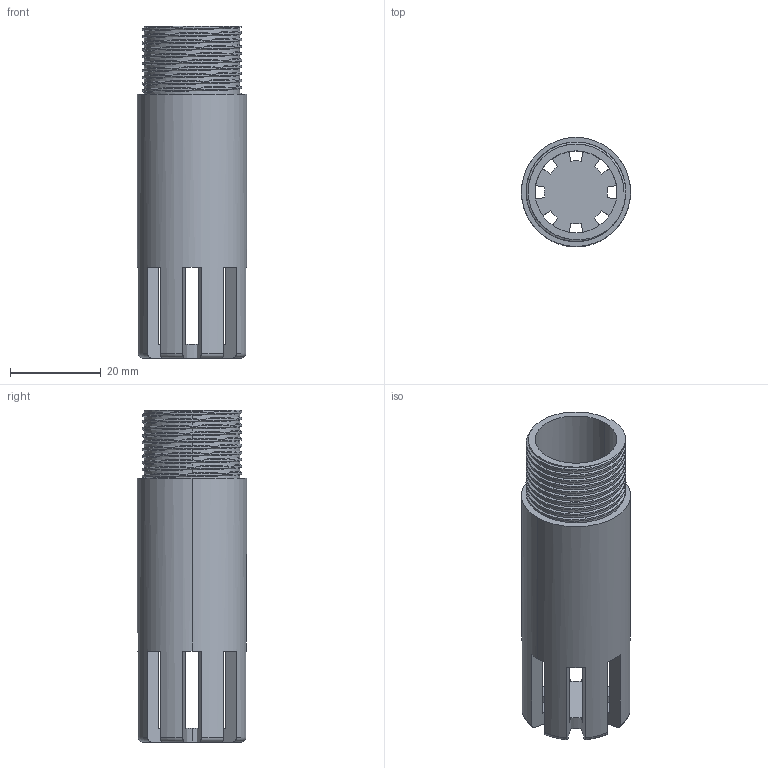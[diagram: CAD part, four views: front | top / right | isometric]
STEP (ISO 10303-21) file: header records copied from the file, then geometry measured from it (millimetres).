
FILE_DESCRIPTION (( 'STEP AP214' ), '1' );
FILE_NAME ('05_Daucambien.stp', '2020-02-06T04:13:57', ( '' ), ( '' ), 'SwSTEP 2.0', 'SolidWorks 2019', '' );
FILE_SCHEMA (( 'AUTOMOTIVE_DESIGN' ));
Length unit declared in the file: millimetre
Products named in the file (1): 05_Daucambien
Bounding box: 24 x 24 x 73 mm (x, y, z)
Volume: 11811.2 mm3; surface area: 10622.1 mm2
Topology: 1 solids, 1 shells, 79 faces, 268 edges, 178 vertices
Faces by surface type: cylinder 37, plane 31, torus 8, bspline 3
Entity records: 4501 total; most frequent: CARTESIAN_POINT 2171, ORIENTED_EDGE 536, DIRECTION 466, EDGE_CURVE 268, VERTEX_POINT 178, AXIS2_PLACEMENT_3D 167, LINE 132, VECTOR 132
